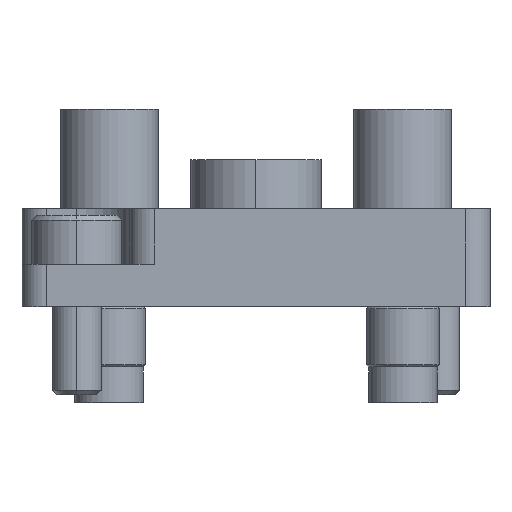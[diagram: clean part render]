
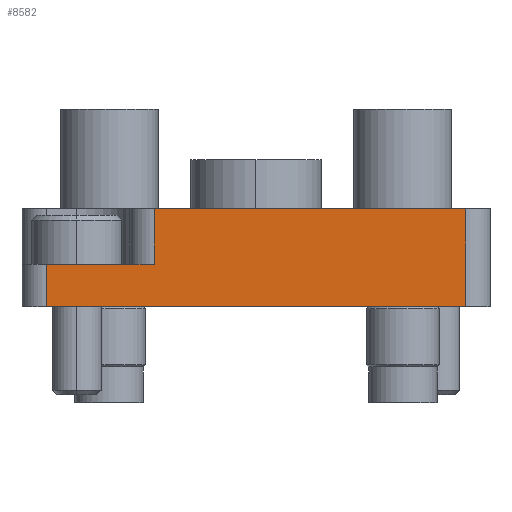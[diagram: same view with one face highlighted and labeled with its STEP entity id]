
A CAD part, front view. The second image highlights one B-rep face of the part: STEP entity #8582.
In plain terms, the highlighted face is planar.
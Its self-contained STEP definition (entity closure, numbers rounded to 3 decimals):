
#255 = CARTESIAN_POINT ( 'NONE',  ( 30., 0., 12.85 ) ) ;
#306 = AXIS2_PLACEMENT_3D ( 'NONE', #13736, #1961, #7215 ) ;
#936 = CARTESIAN_POINT ( 'NONE',  ( 30., 2.6, 6.25 ) ) ;
#1888 = ORIENTED_EDGE ( 'NONE', *, *, #4015, .F. ) ;
#1961 = DIRECTION ( 'NONE',  ( 1., 0., 0. ) ) ;
#2026 = DIRECTION ( 'NONE',  ( 0., 1., 0. ) ) ;
#2235 = VERTEX_POINT ( 'NONE', #4957 ) ;
#3730 = LINE ( 'NONE', #13243, #8470 ) ;
#4015 = EDGE_CURVE ( 'NONE', #2235, #7956, #5001, .T. ) ;
#4138 = LINE ( 'NONE', #14618, #11724 ) ;
#4742 = ORIENTED_EDGE ( 'NONE', *, *, #16991, .T. ) ;
#4862 = EDGE_LOOP ( 'NONE', ( #9283, #10540, #1888, #4742, #9736, #15351 ) ) ;
#4957 = CARTESIAN_POINT ( 'NONE',  ( 30., 2.6, 12.85 ) ) ;
#5001 = LINE ( 'NONE', #8857, #6250 ) ;
#6250 = VECTOR ( 'NONE', #14094, 1000. ) ;
#7215 = DIRECTION ( 'NONE',  ( 0., 1., 0. ) ) ;
#7706 = EDGE_CURVE ( 'NONE', #13099, #7956, #3730, .T. ) ;
#7763 = DIRECTION ( 'NONE',  ( 0., -1., 0. ) ) ;
#7923 = VECTOR ( 'NONE', #10665, 1000. ) ;
#7956 = VERTEX_POINT ( 'NONE', #936 ) ;
#8268 = CARTESIAN_POINT ( 'NONE',  ( 30., 6., 6.25 ) ) ;
#8470 = VECTOR ( 'NONE', #7763, 1000. ) ;
#8508 = PLANE ( 'NONE',  #306 ) ;
#8582 = ADVANCED_FACE ( 'NONE', ( #12130 ), #8508, .T. ) ;
#8857 = CARTESIAN_POINT ( 'NONE',  ( 30., 2.6, 7.75 ) ) ;
#8887 = EDGE_CURVE ( 'NONE', #14593, #14107, #10990, .T. ) ;
#9051 = CARTESIAN_POINT ( 'NONE',  ( 30., 0., 12.85 ) ) ;
#9283 = ORIENTED_EDGE ( 'NONE', *, *, #14828, .F. ) ;
#9558 = CARTESIAN_POINT ( 'NONE',  ( 30., 6., -12.85 ) ) ;
#9736 = ORIENTED_EDGE ( 'NONE', *, *, #10153, .T. ) ;
#9941 = CARTESIAN_POINT ( 'NONE',  ( 30., 6., -12.85 ) ) ;
#10085 = CARTESIAN_POINT ( 'NONE',  ( 30., 0., -12.85 ) ) ;
#10153 = EDGE_CURVE ( 'NONE', #11932, #14593, #13438, .T. ) ;
#10540 = ORIENTED_EDGE ( 'NONE', *, *, #7706, .T. ) ;
#10665 = DIRECTION ( 'NONE',  ( 0., -1., 0. ) ) ;
#10990 = LINE ( 'NONE', #9941, #15964 ) ;
#11702 = LINE ( 'NONE', #9051, #7923 ) ;
#11724 = VECTOR ( 'NONE', #13320, 1000. ) ;
#11862 = VECTOR ( 'NONE', #14651, 1000. ) ;
#11932 = VERTEX_POINT ( 'NONE', #255 ) ;
#12130 = FACE_OUTER_BOUND ( 'NONE', #4862, .T. ) ;
#13099 = VERTEX_POINT ( 'NONE', #8268 ) ;
#13243 = CARTESIAN_POINT ( 'NONE',  ( 30., 2.6, 6.25 ) ) ;
#13320 = DIRECTION ( 'NONE',  ( 0., 0., -1. ) ) ;
#13438 = LINE ( 'NONE', #14568, #11862 ) ;
#13736 = CARTESIAN_POINT ( 'NONE',  ( 30., 6., 14.35 ) ) ;
#14094 = DIRECTION ( 'NONE',  ( 0., 0., -1. ) ) ;
#14107 = VERTEX_POINT ( 'NONE', #9558 ) ;
#14568 = CARTESIAN_POINT ( 'NONE',  ( 30., 0., 14.35 ) ) ;
#14593 = VERTEX_POINT ( 'NONE', #10085 ) ;
#14618 = CARTESIAN_POINT ( 'NONE',  ( 30., 6., 14.35 ) ) ;
#14651 = DIRECTION ( 'NONE',  ( 0., 0., -1. ) ) ;
#14828 = EDGE_CURVE ( 'NONE', #13099, #14107, #4138, .T. ) ;
#15351 = ORIENTED_EDGE ( 'NONE', *, *, #8887, .T. ) ;
#15964 = VECTOR ( 'NONE', #2026, 1000. ) ;
#16991 = EDGE_CURVE ( 'NONE', #2235, #11932, #11702, .T. ) ;
